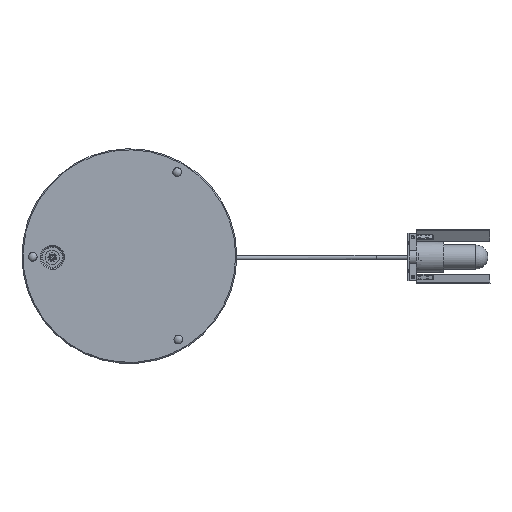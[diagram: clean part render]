
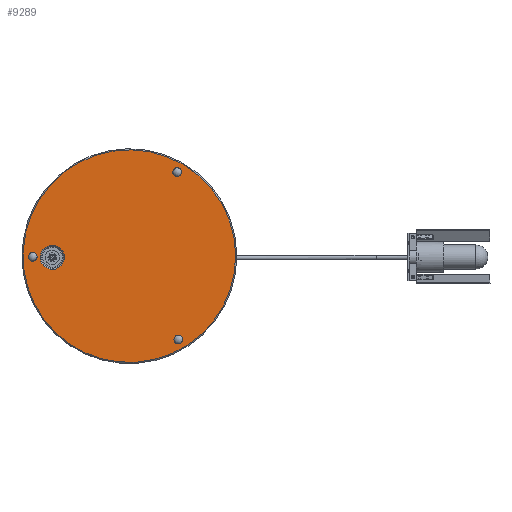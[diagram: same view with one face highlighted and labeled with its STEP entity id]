
A CAD part, top view. The second image highlights one B-rep face of the part: STEP entity #9289.
In plain terms, the highlighted face is planar.
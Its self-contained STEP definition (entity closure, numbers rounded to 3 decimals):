
#535=PLANE('',#10845);
#750=FACE_BOUND('',#1810,.T.);
#1236=FACE_OUTER_BOUND('',#1809,.T.);
#1809=EDGE_LOOP('',(#7956,#7957));
#1810=EDGE_LOOP('',(#7958,#7959));
#3938=CIRCLE('',#10842,96.5);
#3939=CIRCLE('',#10843,96.5);
#3941=CIRCLE('',#10846,11.);
#3942=CIRCLE('',#10847,11.);
#4673=VERTEX_POINT('',#16622);
#4674=VERTEX_POINT('',#16624);
#4675=VERTEX_POINT('',#16629);
#4676=VERTEX_POINT('',#16630);
#5840=EDGE_CURVE('',#4673,#4674,#3938,.T.);
#5841=EDGE_CURVE('',#4674,#4673,#3939,.T.);
#5843=EDGE_CURVE('',#4675,#4676,#3941,.T.);
#5844=EDGE_CURVE('',#4676,#4675,#3942,.T.);
#7956=ORIENTED_EDGE('',*,*,#5841,.F.);
#7957=ORIENTED_EDGE('',*,*,#5840,.F.);
#7958=ORIENTED_EDGE('',*,*,#5843,.F.);
#7959=ORIENTED_EDGE('',*,*,#5844,.F.);
#9289=ADVANCED_FACE('',(#1236,#750),#535,.T.);
#10842=AXIS2_PLACEMENT_3D('',#16625,#13061,#13062);
#10843=AXIS2_PLACEMENT_3D('',#16626,#13063,#13064);
#10845=AXIS2_PLACEMENT_3D('',#16628,#13067,#13068);
#10846=AXIS2_PLACEMENT_3D('',#16631,#13069,#13070);
#10847=AXIS2_PLACEMENT_3D('',#16632,#13071,#13072);
#13061=DIRECTION('center_axis',(0.,0.,1.));
#13062=DIRECTION('ref_axis',(0.814,-0.581,0.));
#13063=DIRECTION('center_axis',(0.,0.,1.));
#13064=DIRECTION('ref_axis',(0.814,-0.581,0.));
#13067=DIRECTION('center_axis',(0.,0.,-1.));
#13068=DIRECTION('ref_axis',(-1.,0.,0.));
#13069=DIRECTION('center_axis',(0.,0.,-1.));
#13070=DIRECTION('ref_axis',(-0.814,-0.581,0.));
#13071=DIRECTION('center_axis',(0.,0.,-1.));
#13072=DIRECTION('ref_axis',(-0.814,-0.581,0.));
#16622=CARTESIAN_POINT('',(-78.534,56.077,0.));
#16624=CARTESIAN_POINT('',(96.5,0.,0.));
#16625=CARTESIAN_POINT('Origin',(0.,0.,
0.));
#16626=CARTESIAN_POINT('Origin',(0.,0.,
0.));
#16628=CARTESIAN_POINT('Origin',(0.,-96.5,0.));
#16629=CARTESIAN_POINT('',(-81.,0.,0.));
#16630=CARTESIAN_POINT('',(-61.048,-6.392,0.));
#16631=CARTESIAN_POINT('Origin',(-70.,0.,0.));
#16632=CARTESIAN_POINT('Origin',(-70.,0.,0.));
